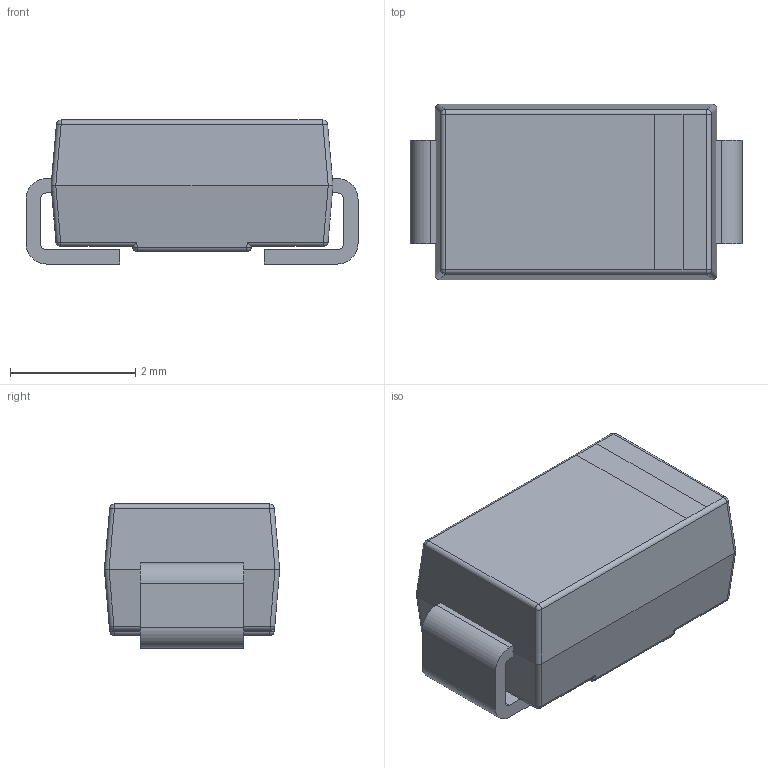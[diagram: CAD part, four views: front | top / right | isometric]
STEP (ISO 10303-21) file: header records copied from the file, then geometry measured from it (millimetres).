
FILE_DESCRIPTION(('STEP AP214'), '1');
FILE_NAME('DO-214AC-DIOM5127X23N', '2016-03-08T16:07:31', ('Nobody'), (''), 'ASCON STEP Converter 1.3', 'ASCON Math Kernel', '');
FILE_SCHEMA(('AUTOMOTIVE_DESIGN { 1 0 10303 214 3 1 1}'));
Length unit declared in the file: millimetre
Bounding box: 5.3 x 2.8 x 2.3 mm (x, y, z)
Volume: 26.7 mm3; surface area: 74.2 mm2
Topology: 3 solids, 3 shells, 82 faces, 204 edges, 118 vertices
Faces by surface type: plane 36, cylinder 34, bspline 12
Entity records: 3159 total; most frequent: CARTESIAN_POINT 623, DIRECTION 374, ORIENTED_EDGE 368, EDGE_CURVE 184, LINE 128, VECTOR 128, AXIS2_PLACEMENT_3D 123, VERTEX_POINT 108
